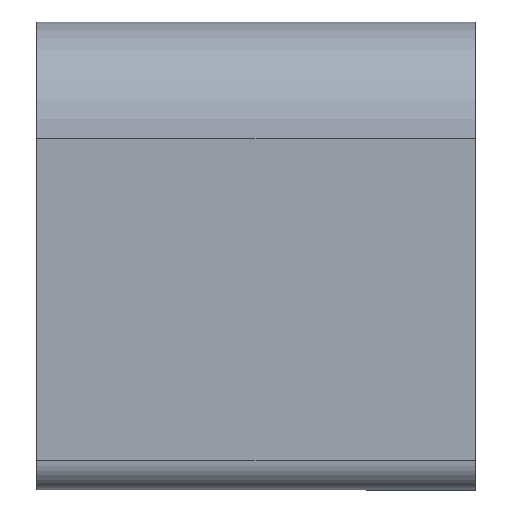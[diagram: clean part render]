
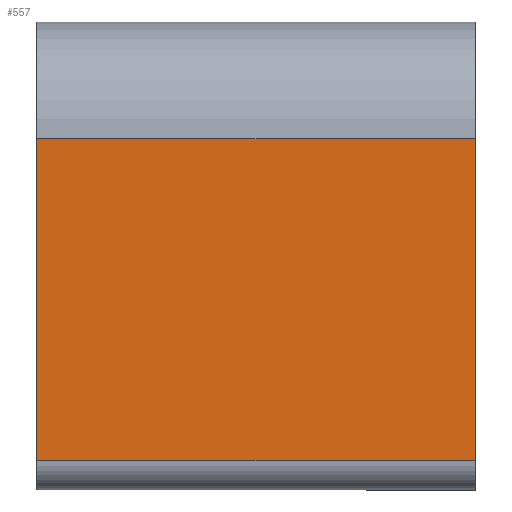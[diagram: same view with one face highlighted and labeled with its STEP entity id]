
A CAD part, front view. The second image highlights one B-rep face of the part: STEP entity #557.
In plain terms, the highlighted planar face has unit normal (0, -1, 0).
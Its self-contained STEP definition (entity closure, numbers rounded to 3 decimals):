
#530=AXIS2_PLACEMENT_3D('Plane Axis2P3D',#527,#528,#529) ;
#474=CARTESIAN_POINT('Vertex',(0.,0.,12.)) ;
#477=CARTESIAN_POINT('Line Origine',(7.5,0.,12.)) ;
#481=CARTESIAN_POINT('Vertex',(15.,0.,12.)) ;
#527=CARTESIAN_POINT('Axis2P3D Location',(0.,0.,0.)) ;
#532=CARTESIAN_POINT('Line Origine',(7.5,0.,1.)) ;
#536=CARTESIAN_POINT('Vertex',(0.,0.,1.)) ;
#538=CARTESIAN_POINT('Vertex',(15.,0.,1.)) ;
#541=CARTESIAN_POINT('Line Origine',(15.,0.,6.5)) ;
#546=CARTESIAN_POINT('Line Origine',(0.,0.,6.5)) ;
#478=DIRECTION('Vector Direction',(1.,0.,0.)) ;
#528=DIRECTION('Axis2P3D Direction',(0.,1.,-0.)) ;
#529=DIRECTION('Axis2P3D XDirection',(0.,0.,1.)) ;
#533=DIRECTION('Vector Direction',(1.,0.,0.)) ;
#542=DIRECTION('Vector Direction',(0.,0.,1.)) ;
#547=DIRECTION('Vector Direction',(0.,0.,1.)) ;
#479=VECTOR('Line Direction',#478,1.) ;
#534=VECTOR('Line Direction',#533,1.) ;
#543=VECTOR('Line Direction',#542,1.) ;
#548=VECTOR('Line Direction',#547,1.) ;
#552=ORIENTED_EDGE('',*,*,#540,.T.) ;
#553=ORIENTED_EDGE('',*,*,#545,.F.) ;
#554=ORIENTED_EDGE('',*,*,#483,.F.) ;
#555=ORIENTED_EDGE('',*,*,#550,.T.) ;
#557=ADVANCED_FACE('V1',(#556),#531,.F.) ;
#483=EDGE_CURVE('',#475,#482,#480,.T.) ;
#540=EDGE_CURVE('',#537,#539,#535,.T.) ;
#545=EDGE_CURVE('',#482,#539,#544,.F.) ;
#550=EDGE_CURVE('',#475,#537,#549,.F.) ;
#551=EDGE_LOOP('',(#552,#553,#554,#555)) ;
#556=FACE_OUTER_BOUND('',#551,.T.) ;
#480=LINE('Line',#477,#479) ;
#535=LINE('Line',#532,#534) ;
#544=LINE('Line',#541,#543) ;
#549=LINE('Line',#546,#548) ;
#531=PLANE('',#530) ;
#475=VERTEX_POINT('',#474) ;
#482=VERTEX_POINT('',#481) ;
#537=VERTEX_POINT('',#536) ;
#539=VERTEX_POINT('',#538) ;
